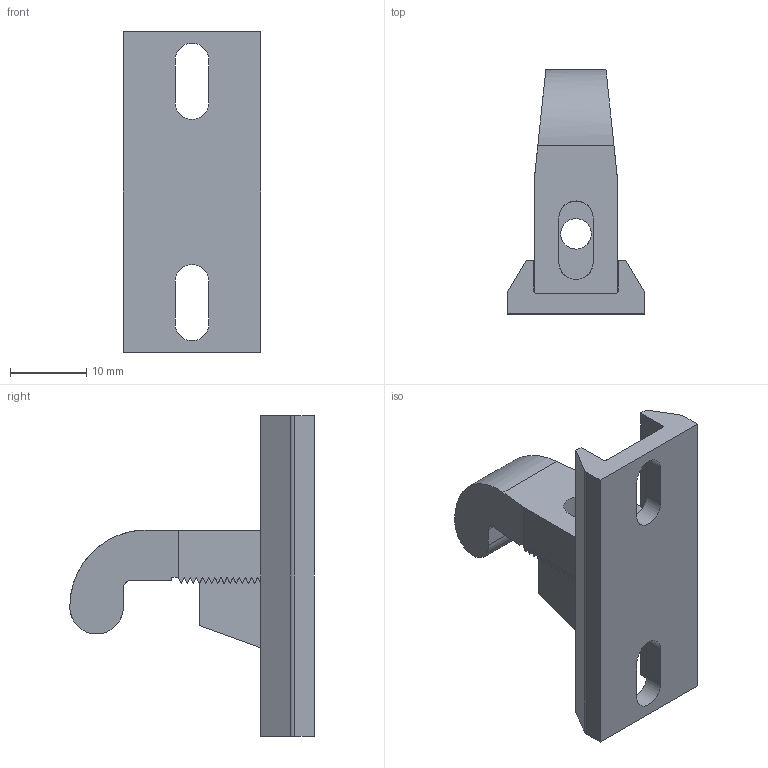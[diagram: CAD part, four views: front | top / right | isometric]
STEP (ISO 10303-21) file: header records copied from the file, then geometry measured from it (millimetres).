
FILE_DESCRIPTION( ( 'STEP AP214' ), '1' );
FILE_NAME( 'SK1-6189-9H-DD.stp', '2024-01-16T07:13:52', ( 'License CC BY-ND 4.0' ), ( 'CADENAS' ), ' ', 'PARTsolutions', ' ' );
FILE_SCHEMA( ( 'AUTOMOTIVE_DESIGN { 1 0 10303 214 1 1 1 1 }' ) );
Length unit declared in the file: millimetre
Products named in the file (1): _SK1-6189-9H-DD
Bounding box: 18 x 32 x 42 mm (x, y, z)
Volume: 5258.8 mm3; surface area: 4305.8 mm2
Topology: 1 solids, 1 shells, 183 faces, 651 edges, 434 vertices
Faces by surface type: plane 163, cylinder 20
Full cylindrical faces by diameter (mm): 4 x1
Entity records: 8530 total; most frequent: ORIENTED_EDGE 1298, CARTESIAN_POINT 1275, DIRECTION 1116, EDGE_CURVE 649, LINE 548, VECTOR 548, VERTEX_POINT 433, AXIS2_PLACEMENT_3D 284
